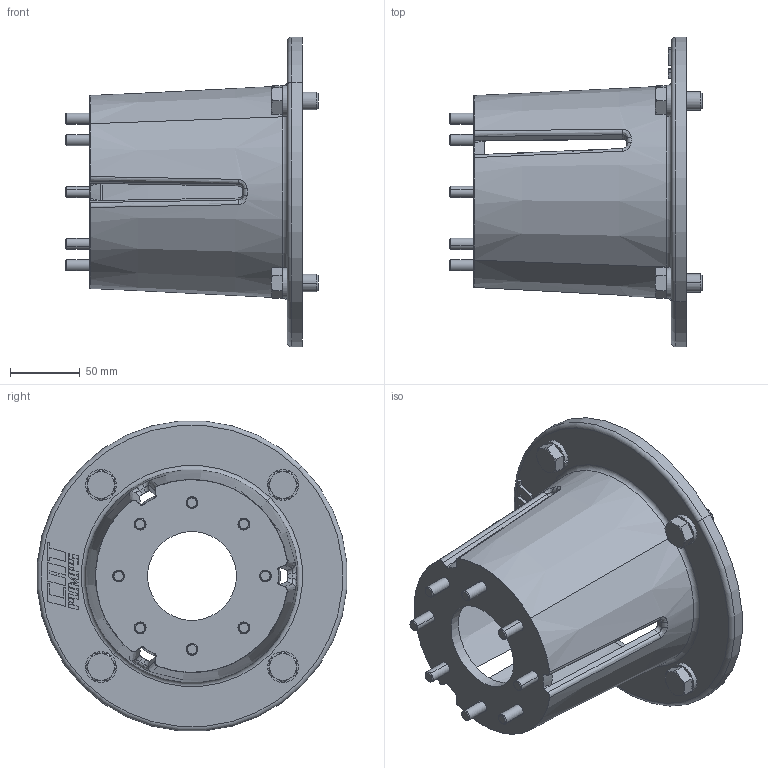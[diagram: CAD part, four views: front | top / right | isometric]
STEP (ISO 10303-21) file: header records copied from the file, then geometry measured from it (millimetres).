
FILE_DESCRIPTION (( 'STEP AP214' ), '1' );
FILE_NAME ('76215.15FR.STEP', '2020-04-30T19:01:22', ( '' ), ( '' ), 'SwSTEP 2.0', 'SolidWorks 2020', '' );
FILE_SCHEMA (( 'AUTOMOTIVE_DESIGN' ));
Length unit declared in the file: inch
Products named in the file (1): 76215.15FR
Bounding box: 180.64 x 221.4 x 221.4 mm (x, y, z)
Volume: 651148.6 mm3; surface area: 216273.8 mm2
Topology: 25 solids, 25 shells, 1825 faces, 4030 edges, 2252 vertices
Faces by surface type: bspline 802, plane 614, cone 238, cylinder 112, torus 59
Entity records: 82977 total; most frequent: CARTESIAN_POINT 24285, ORIENTED_EDGE 8028, DIRECTION 5903, EDGE_CURVE 4014, VERTEX_POINT 2252, AXIS2_PLACEMENT_3D 2183, EDGE_LOOP 1886, LENGTH_MEASURE_WITH_UNIT 1852
